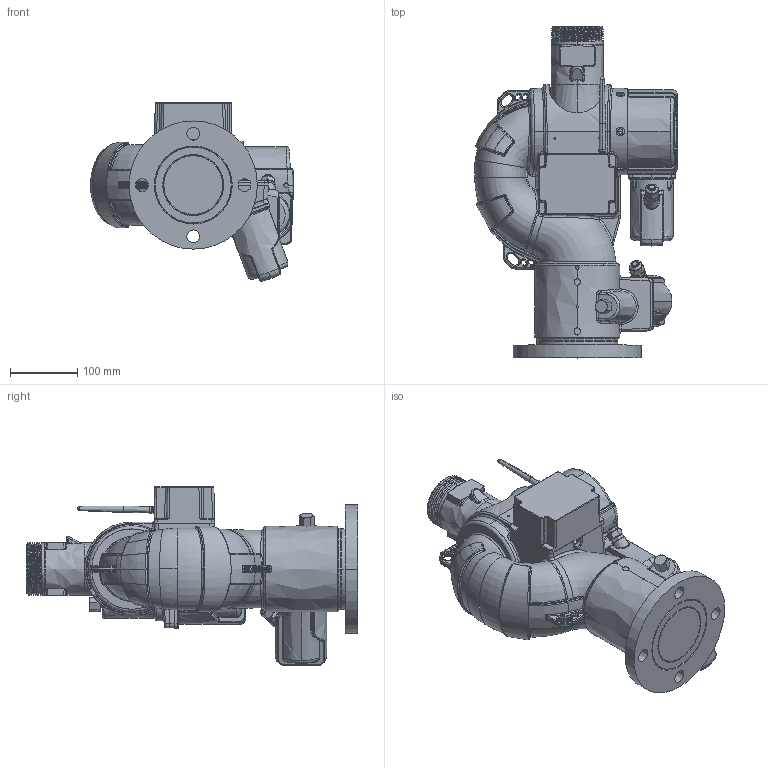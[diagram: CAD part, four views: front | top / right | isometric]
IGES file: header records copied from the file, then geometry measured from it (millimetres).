
Start section: SolidWorks IGES file using NURBS representation for surfaces
Global section: file name: 7200_Cobra_DD.IGS; native system: SolidWorks 2013; preprocessor: SolidWorks 2013; author: RAsire; date: 130205.155036; units: inch
Bounding box: 301.36 x 493.18 x 265.89 mm (x, y, z)
Volume: 5952646 mm3; surface area: 735826.2 mm2
Topology: 18 solids, 18 shells, 2865 faces, 11368 edges, 9616 vertices
Faces by surface type: bspline 2865
